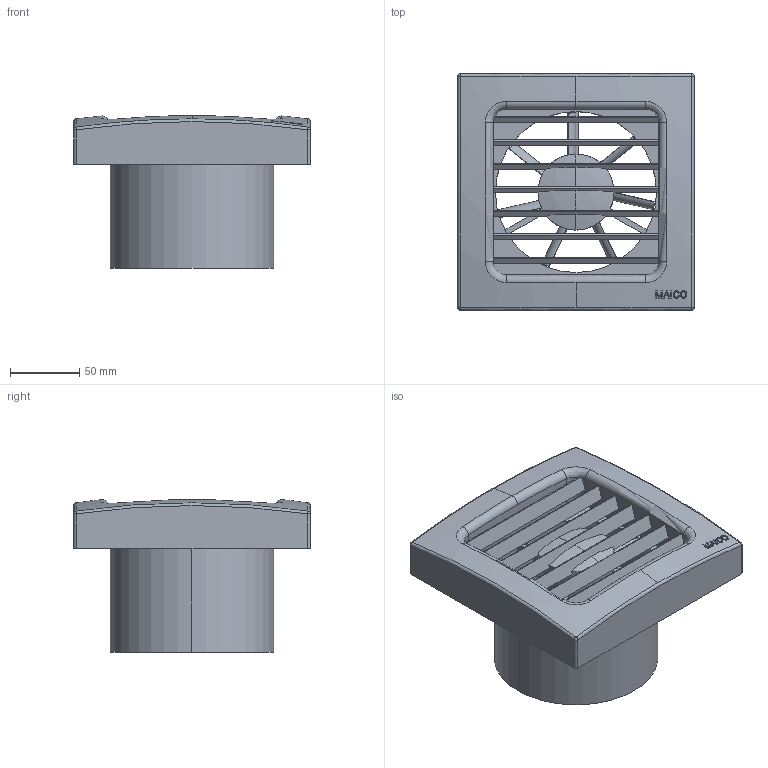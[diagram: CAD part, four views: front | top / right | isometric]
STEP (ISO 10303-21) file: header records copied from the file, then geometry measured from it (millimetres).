
FILE_DESCRIPTION (( 'STEP AP214' ), '1' );
FILE_NAME ('ECA 120.STEP', '2017-03-09T17:55:12', ( 'CADnetwork' ), ( '' ), 'SwSTEP 2.0', 'SolidWorks 2012', '' );
FILE_SCHEMA (( 'AUTOMOTIVE_DESIGN' ));
Length unit declared in the file: millimetre
Products named in the file (1): ECA 120
Bounding box: 171 x 171 x 110.43 mm (x, y, z)
Volume: 674684.2 mm3; surface area: 165455.6 mm2
Topology: 1 solids, 1 shells, 203 faces, 555 edges, 360 vertices
Faces by surface type: plane 104, cylinder 43, bspline 24, sphere 21, torus 11
Entity records: 8600 total; most frequent: CARTESIAN_POINT 3659, ORIENTED_EDGE 1102, DIRECTION 940, EDGE_CURVE 551, VERTEX_POINT 360, AXIS2_PLACEMENT_3D 359, EDGE_LOOP 239, LINE 222
